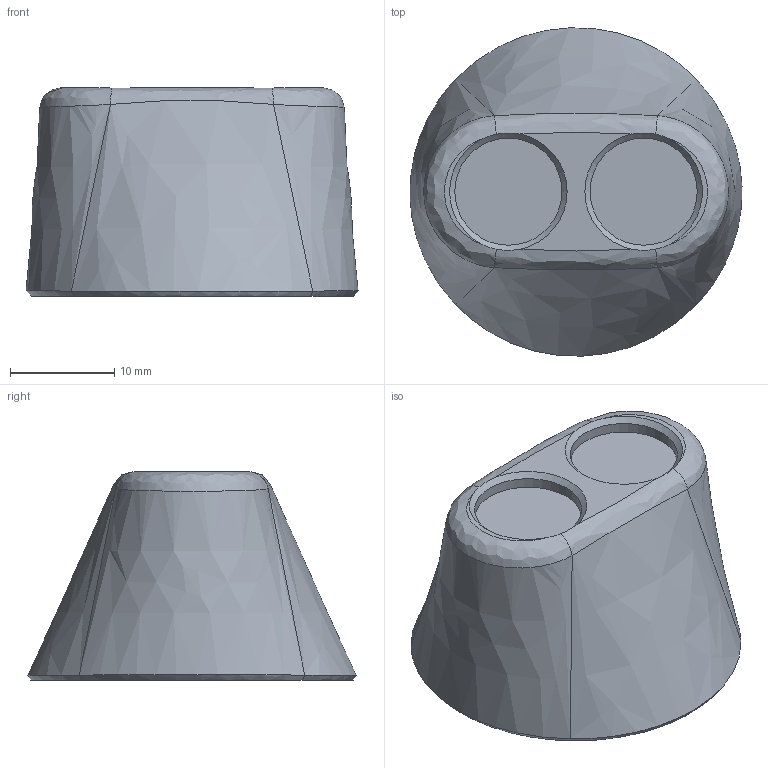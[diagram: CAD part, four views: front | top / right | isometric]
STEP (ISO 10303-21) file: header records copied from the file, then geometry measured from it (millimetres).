
FILE_DESCRIPTION(/* description */ (''),/* implementation_level */ '2;1');
FILE_NAME(/* name */ 'PionEar_holder_v3.step',/* time_stamp */ '2023-09-24T14:05:08+02:00',/* author */ (''),/* organization */ (''),/* preprocessor_version */ 'ST-DEVELOPER v20',/* originating_system */ 'Autodesk Translation Framework v12.9.0.99',/* authorisation */ '');
FILE_SCHEMA (('AUTOMOTIVE_DESIGN { 1 0 10303 214 3 1 1 }'));
Length unit declared in the file: millimetre
Products named in the file (1): Ambulance_detector_holder_v3
Bounding box: 31.91 x 31.56 x 20 mm (x, y, z)
Volume: 9420.6 mm3; surface area: 3652.2 mm2
Topology: 1 solids, 1 shells, 28 faces, 59 edges, 36 vertices
Faces by surface type: bspline 12, plane 9, cylinder 5, cone 2
Full cylindrical faces by diameter (mm): 2.05 x2, 10.2 x1, 10.3 x2
Entity records: 1292 total; most frequent: CARTESIAN_POINT 724, ORIENTED_EDGE 118, DIRECTION 89, EDGE_CURVE 59, AXIS2_PLACEMENT_3D 37, VERTEX_POINT 36, EDGE_LOOP 31, FACE_OUTER_BOUND 28
